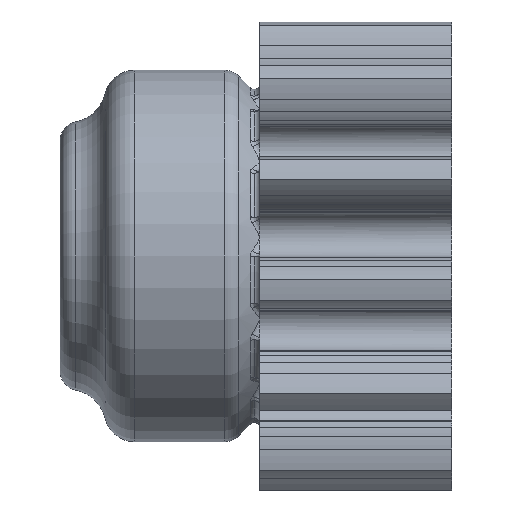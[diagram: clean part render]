
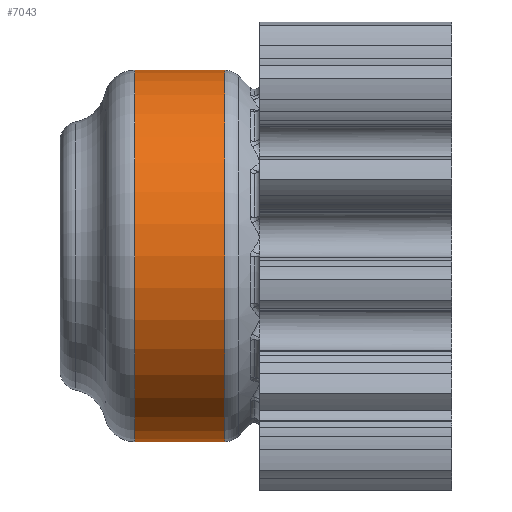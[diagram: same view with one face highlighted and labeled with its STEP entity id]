
A CAD part, front view. The second image highlights one B-rep face of the part: STEP entity #7043.
In plain terms, the highlighted cylindrical face has radius 9.677 mm (diameter 19.354 mm), a partial arc.
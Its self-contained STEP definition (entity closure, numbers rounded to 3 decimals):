
#485 = CARTESIAN_POINT ( 'NONE',  ( -6.505, 0., -9.677 ) ) ;
#595 = CYLINDRICAL_SURFACE ( 'NONE', #5960, 9.677 ) ;
#891 = CARTESIAN_POINT ( 'NONE',  ( -6.505, 0., 0. ) ) ;
#907 = ORIENTED_EDGE ( 'NONE', *, *, #10329, .T. ) ;
#1229 = EDGE_CURVE ( 'NONE', #2558, #2494, #7634, .T. ) ;
#1707 = VECTOR ( 'NONE', #4170, 1000. ) ;
#2124 = EDGE_LOOP ( 'NONE', ( #3678, #907, #5057, #6671 ) ) ;
#2223 = DIRECTION ( 'NONE',  ( -1., 0., 0. ) ) ;
#2494 = VERTEX_POINT ( 'NONE', #485 ) ;
#2534 = EDGE_CURVE ( 'NONE', #7313, #2494, #4650, .T. ) ;
#2558 = VERTEX_POINT ( 'NONE', #10615 ) ;
#2606 = DIRECTION ( 'NONE',  ( 0., 0., -1. ) ) ;
#2760 = DIRECTION ( 'NONE',  ( 1., 0., 0. ) ) ;
#2913 = DIRECTION ( 'NONE',  ( 0., 0., 1. ) ) ;
#3063 = CARTESIAN_POINT ( 'NONE',  ( -1.833, 0., -9.677 ) ) ;
#3174 = DIRECTION ( 'NONE',  ( 0., 0., -1. ) ) ;
#3229 = CARTESIAN_POINT ( 'NONE',  ( -1.833, 0., 0. ) ) ;
#3678 = ORIENTED_EDGE ( 'NONE', *, *, #2534, .F. ) ;
#3757 = CARTESIAN_POINT ( 'NONE',  ( -1.6, 0., 0. ) ) ;
#4170 = DIRECTION ( 'NONE',  ( -1., 0., 0. ) ) ;
#4650 = LINE ( 'NONE', #5549, #8016 ) ;
#5057 = ORIENTED_EDGE ( 'NONE', *, *, #10502, .T. ) ;
#5285 = AXIS2_PLACEMENT_3D ( 'NONE', #891, #2760, #2606 ) ;
#5549 = CARTESIAN_POINT ( 'NONE',  ( -1.6, 0., -9.677 ) ) ;
#5572 = CIRCLE ( 'NONE', #10936, 9.677 ) ;
#5659 = FACE_OUTER_BOUND ( 'NONE', #2124, .T. ) ;
#5960 = AXIS2_PLACEMENT_3D ( 'NONE', #3757, #10614, #2913 ) ;
#6171 = VERTEX_POINT ( 'NONE', #6823 ) ;
#6671 = ORIENTED_EDGE ( 'NONE', *, *, #1229, .T. ) ;
#6706 = CARTESIAN_POINT ( 'NONE',  ( -1.6, 0., 9.677 ) ) ;
#6823 = CARTESIAN_POINT ( 'NONE',  ( -1.833, 0., 9.677 ) ) ;
#7043 = ADVANCED_FACE ( 'NONE', ( #5659 ), #595, .T. ) ;
#7301 = DIRECTION ( 'NONE',  ( -1., 0., 0. ) ) ;
#7313 = VERTEX_POINT ( 'NONE', #3063 ) ;
#7634 = CIRCLE ( 'NONE', #5285, 9.677 ) ;
#8016 = VECTOR ( 'NONE', #7301, 1000. ) ;
#10329 = EDGE_CURVE ( 'NONE', #7313, #6171, #5572, .T. ) ;
#10502 = EDGE_CURVE ( 'NONE', #6171, #2558, #10980, .T. ) ;
#10614 = DIRECTION ( 'NONE',  ( -1., 0., 0. ) ) ;
#10615 = CARTESIAN_POINT ( 'NONE',  ( -6.505, 0., 9.677 ) ) ;
#10936 = AXIS2_PLACEMENT_3D ( 'NONE', #3229, #2223, #3174 ) ;
#10980 = LINE ( 'NONE', #6706, #1707 ) ;
